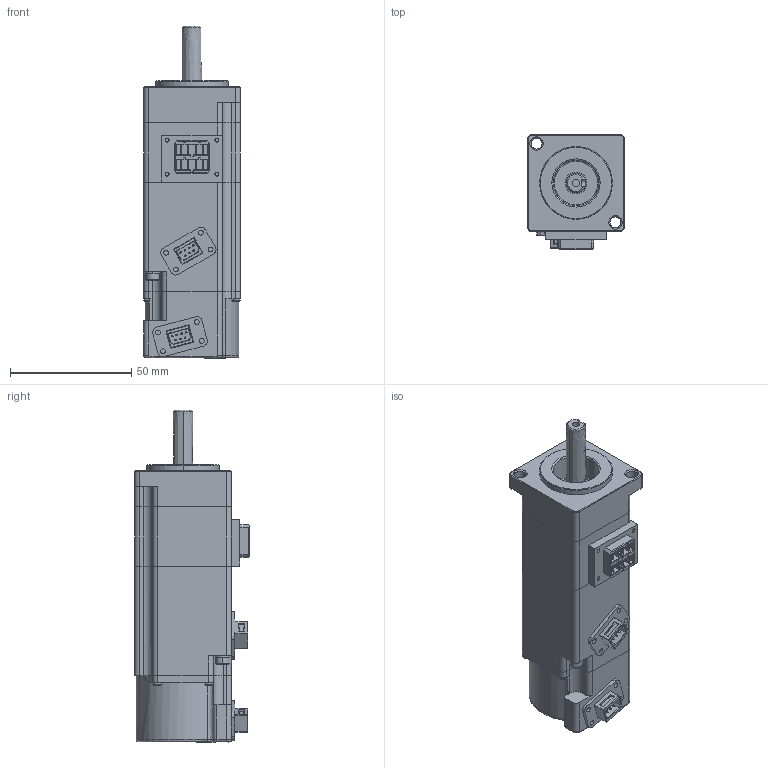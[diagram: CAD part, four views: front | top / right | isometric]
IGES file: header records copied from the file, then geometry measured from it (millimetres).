
Start section: Elysium IGES Interface
Global section: file name: 54HTSM4102_BK桳.igs; native system: Creo Elements/Direct Modeling 17.0F  20-Aug-2012; preprocessor: Creo Element/Direct IGES_3D V2.2; author: Unknown; organization: Unknown; date: 20170807.113501; units: millimetre
Bounding box: 40 x 47.4 x 137 mm (x, y, z)
Volume: 163902 mm3; surface area: 24277.9 mm2
Topology: 1 solids, 11 shells, 1694 faces, 4173 edges, 2337 vertices
Faces by surface type: bspline 1694
